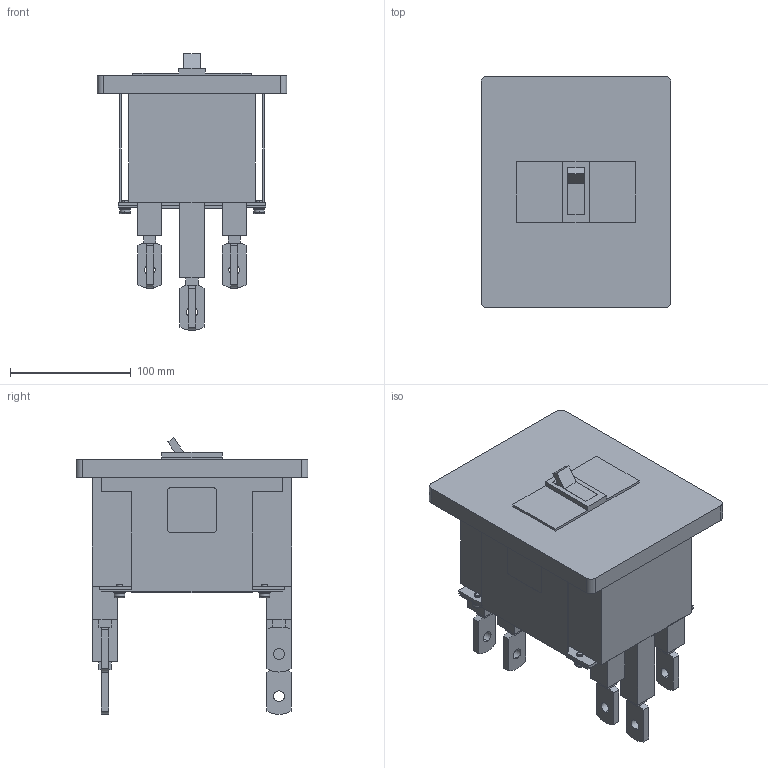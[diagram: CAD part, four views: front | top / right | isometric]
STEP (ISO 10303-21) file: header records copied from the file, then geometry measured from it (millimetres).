
FILE_DESCRIPTION(('CoCreate Modeling STEP Export'),'2;1');
FILE_NAME('Ｈ１００ＮＦ３Ｐ.stp','2016-03-29T 9:33:23',(''),(''),'CoCreate Modeling STEP processor for AP214 (Solid Model)','CoCreate Modeling 17.0 01-Apr-2010 (C) Parametric Technology GmbH','');
FILE_SCHEMA(('AUTOMOTIVE_DESIGN { 1 0 10303 214 1 1 1 1 }'));
Length unit declared in the file: millimetre
Products named in the file (9): P5; P1; P3; P6.5; P6; P4.2; P6.3; P2; Ｈ１００ＮＦ３Ｐ
Assembly tree (17 placements, depth 2):
  Ｈ１００ＮＦ３Ｐ
    P5  x4
    P4.2  x4
    P6.3  x2
    P2
    P6.5  x2
    P6  x2
    P3
    P1
Bounding box: 157 x 192 x 229 mm (x, y, z)
Volume: 2252543.8 mm3; surface area: 269890.6 mm2
Topology: 17 solids, 17 shells, 425 faces, 1027 edges, 657 vertices
Faces by surface type: plane 281, cylinder 112, torus 24, cone 8
Entity records: 8762 total; most frequent: ORIENTED_EDGE 1472, CARTESIAN_POINT 1353, DIRECTION 1207, EDGE_CURVE 736, VECTOR 545, LINE 545, VERTEX_POINT 477, AXIS2_PLACEMENT_3D 331
